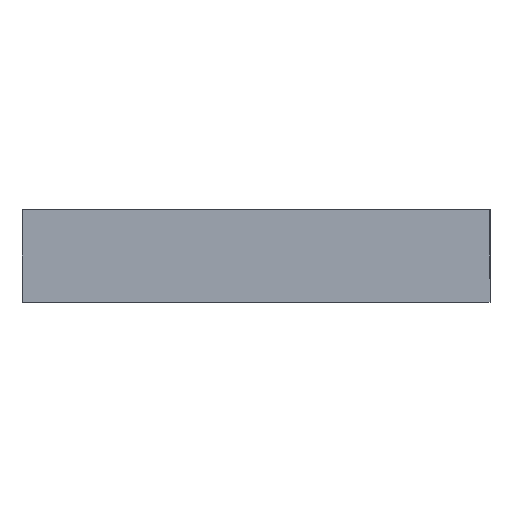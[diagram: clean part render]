
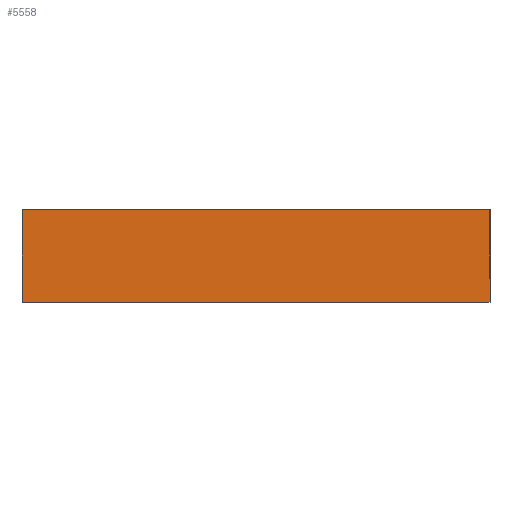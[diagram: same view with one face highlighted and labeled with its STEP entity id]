
A CAD part, front view. The second image highlights one B-rep face of the part: STEP entity #5558.
In plain terms, the highlighted planar face has unit normal (0, -1, 0).
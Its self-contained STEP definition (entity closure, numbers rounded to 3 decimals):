
#1603 = CARTESIAN_POINT ( 'NONE',  ( -329., -20., 65. ) ) ;
#1936 = EDGE_CURVE ( 'NONE', #3138, #8522, #12396, .T. ) ;
#2823 = VECTOR ( 'NONE', #5791, 1000. ) ;
#3138 = VERTEX_POINT ( 'NONE', #21476 ) ;
#5031 = DIRECTION ( 'NONE',  ( -1., 0., 0. ) ) ;
#5558 = ADVANCED_FACE ( 'NONE', ( #6228 ), #31494, .T. ) ;
#5791 = DIRECTION ( 'NONE',  ( 0., 0., -1. ) ) ;
#6228 = FACE_OUTER_BOUND ( 'NONE', #25114, .T. ) ;
#7180 = EDGE_CURVE ( 'NONE', #8522, #7980, #24946, .T. ) ;
#7201 = EDGE_CURVE ( 'NONE', #34950, #3138, #33503, .T. ) ;
#7485 = CARTESIAN_POINT ( 'NONE',  ( -329., -20., -65. ) ) ;
#7980 = VERTEX_POINT ( 'NONE', #25742 ) ;
#8522 = VERTEX_POINT ( 'NONE', #16810 ) ;
#8935 = ORIENTED_EDGE ( 'NONE', *, *, #35060, .T. ) ;
#12396 = LINE ( 'NONE', #16562, #37212 ) ;
#12999 = DIRECTION ( 'NONE',  ( 1., 0., 0. ) ) ;
#13027 = AXIS2_PLACEMENT_3D ( 'NONE', #31863, #25770, #37381 ) ;
#14183 = VECTOR ( 'NONE', #12999, 1000. ) ;
#14331 = CARTESIAN_POINT ( 'NONE',  ( -329., -20., 65. ) ) ;
#16562 = CARTESIAN_POINT ( 'NONE',  ( 329., -20., 65. ) ) ;
#16810 = CARTESIAN_POINT ( 'NONE',  ( 329., -20., 65. ) ) ;
#18498 = ORIENTED_EDGE ( 'NONE', *, *, #7201, .T. ) ;
#21476 = CARTESIAN_POINT ( 'NONE',  ( 329., -20., -65. ) ) ;
#23274 = VECTOR ( 'NONE', #5031, 1000. ) ;
#24946 = LINE ( 'NONE', #1603, #23274 ) ;
#25114 = EDGE_LOOP ( 'NONE', ( #8935, #18498, #37280, #29438 ) ) ;
#25742 = CARTESIAN_POINT ( 'NONE',  ( -329., -20., 65. ) ) ;
#25770 = DIRECTION ( 'NONE',  ( 0., -1., 0. ) ) ;
#29438 = ORIENTED_EDGE ( 'NONE', *, *, #7180, .T. ) ;
#31494 = PLANE ( 'NONE',  #13027 ) ;
#31863 = CARTESIAN_POINT ( 'NONE',  ( 0., -20., 0. ) ) ;
#33503 = LINE ( 'NONE', #7485, #14183 ) ;
#34665 = LINE ( 'NONE', #14331, #2823 ) ;
#34950 = VERTEX_POINT ( 'NONE', #35825 ) ;
#35060 = EDGE_CURVE ( 'NONE', #7980, #34950, #34665, .T. ) ;
#35825 = CARTESIAN_POINT ( 'NONE',  ( -329., -20., -65. ) ) ;
#36699 = DIRECTION ( 'NONE',  ( 0., 0., 1. ) ) ;
#37212 = VECTOR ( 'NONE', #36699, 1000. ) ;
#37280 = ORIENTED_EDGE ( 'NONE', *, *, #1936, .T. ) ;
#37381 = DIRECTION ( 'NONE',  ( 0., 0., -1. ) ) ;
